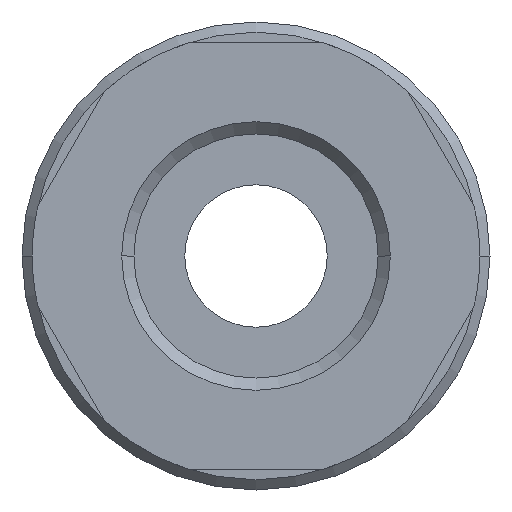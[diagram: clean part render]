
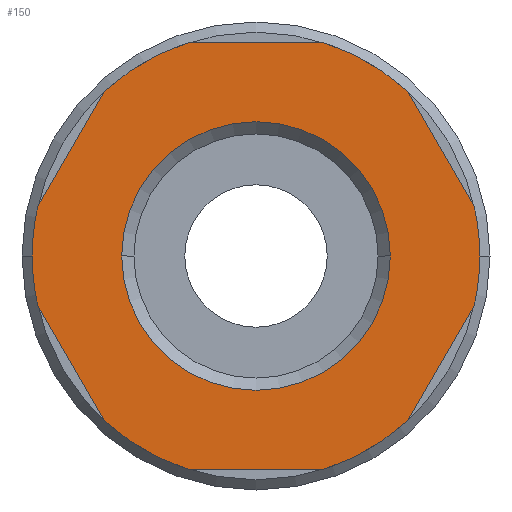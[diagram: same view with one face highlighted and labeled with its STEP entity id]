
A CAD part, front view. The second image highlights one B-rep face of the part: STEP entity #150.
In plain terms, the highlighted planar face has unit normal (0, -1, 0).
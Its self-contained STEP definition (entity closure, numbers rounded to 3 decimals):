
#150=ADVANCED_FACE('',(#348,#349),#350,.T.);
#348=FACE_BOUND('',#599,.T.);
#349=FACE_OUTER_BOUND('',#600,.T.);
#350=PLANE('',#601);
#599=EDGE_LOOP('',(#966,#967));
#600=EDGE_LOOP('',(#968,#969,#970,#971,#972,#973,#974,#975,#976,#977,#978,#979,#980,#981));
#601=AXIS2_PLACEMENT_3D('',#982,#983,#984);
#966=ORIENTED_EDGE('',*,*,#1530,.T.);
#967=ORIENTED_EDGE('',*,*,#1448,.T.);
#968=ORIENTED_EDGE('',*,*,#1483,.T.);
#969=ORIENTED_EDGE('',*,*,#1511,.F.);
#970=ORIENTED_EDGE('',*,*,#1488,.T.);
#971=ORIENTED_EDGE('',*,*,#1531,.F.);
#972=ORIENTED_EDGE('',*,*,#1532,.T.);
#973=ORIENTED_EDGE('',*,*,#1533,.F.);
#974=ORIENTED_EDGE('',*,*,#1534,.F.);
#975=ORIENTED_EDGE('',*,*,#1535,.T.);
#976=ORIENTED_EDGE('',*,*,#1536,.F.);
#977=ORIENTED_EDGE('',*,*,#1537,.T.);
#978=ORIENTED_EDGE('',*,*,#1495,.F.);
#979=ORIENTED_EDGE('',*,*,#1538,.T.);
#980=ORIENTED_EDGE('',*,*,#1498,.F.);
#981=ORIENTED_EDGE('',*,*,#1539,.F.);
#982=CARTESIAN_POINT('',(5.5,0.0,0.0));
#983=DIRECTION('',(-0.0,-1.0,-0.0));
#984=DIRECTION('',(-1.0,0.0,0.0));
#1448=EDGE_CURVE('',#1709,#1713,#1715,.T.);
#1483=EDGE_CURVE('',#1771,#1768,#1772,.T.);
#1488=EDGE_CURVE('',#1780,#1777,#1781,.T.);
#1495=EDGE_CURVE('',#1791,#1786,#1793,.T.);
#1498=EDGE_CURVE('',#1796,#1798,#1799,.T.);
#1511=EDGE_CURVE('',#1780,#1768,#1817,.T.);
#1530=EDGE_CURVE('',#1713,#1709,#1840,.T.);
#1531=EDGE_CURVE('',#1841,#1777,#1842,.T.);
#1532=EDGE_CURVE('',#1841,#1843,#1844,.T.);
#1533=EDGE_CURVE('',#1845,#1843,#1846,.T.);
#1534=EDGE_CURVE('',#1847,#1845,#1848,.T.);
#1535=EDGE_CURVE('',#1847,#1849,#1850,.T.);
#1536=EDGE_CURVE('',#1851,#1849,#1852,.T.);
#1537=EDGE_CURVE('',#1851,#1786,#1853,.T.);
#1538=EDGE_CURVE('',#1791,#1798,#1854,.T.);
#1539=EDGE_CURVE('',#1771,#1796,#1855,.T.);
#1709=VERTEX_POINT('',#2087);
#1713=VERTEX_POINT('',#2092);
#1715=CIRCLE('',#2095,6.6);
#1768=VERTEX_POINT('',#2246);
#1771=VERTEX_POINT('',#2250);
#1772=LINE('',#2251,#2252);
#1777=VERTEX_POINT('',#2259);
#1780=VERTEX_POINT('',#2263);
#1781=LINE('',#2264,#2265);
#1786=VERTEX_POINT('',#2272);
#1791=VERTEX_POINT('',#2278);
#1793=CIRCLE('',#2281,11.0);
#1796=VERTEX_POINT('',#2284);
#1798=VERTEX_POINT('',#2287);
#1799=CIRCLE('',#2288,11.0);
#1817=CIRCLE('',#2309,11.0);
#1840=CIRCLE('',#2402,6.6);
#1841=VERTEX_POINT('',#2403);
#1842=CIRCLE('',#2404,11.0);
#1843=VERTEX_POINT('',#2405);
#1844=LINE('',#2406,#2407);
#1845=VERTEX_POINT('',#2408);
#1846=CIRCLE('',#2409,11.0);
#1847=VERTEX_POINT('',#2410);
#1848=CIRCLE('',#2411,11.0);
#1849=VERTEX_POINT('',#2412);
#1850=LINE('',#2413,#2414);
#1851=VERTEX_POINT('',#2415);
#1852=CIRCLE('',#2416,11.0);
#1853=LINE('',#2417,#2418);
#1854=LINE('',#2419,#2420);
#1855=CIRCLE('',#2421,11.0);
#2087=CARTESIAN_POINT('',(6.6,0.0,0.));
#2092=CARTESIAN_POINT('',(-6.6,0.0,0.));
#2095=AXIS2_PLACEMENT_3D('',#2756,#2757,#2758);
#2246=CARTESIAN_POINT('',(-7.454,0.0,-8.089));
#2250=CARTESIAN_POINT('',(-10.733,0.0,-2.411));
#2251=CARTESIAN_POINT('',(-8.406,0.0,-6.441));
#2252=VECTOR('',#2791,1.0);
#2259=CARTESIAN_POINT('',(3.279,0.0,-10.5));
#2263=CARTESIAN_POINT('',(-3.279,0.0,-10.5));
#2264=CARTESIAN_POINT('',(2.75,0.0,-10.5));
#2265=VECTOR('',#2795,1.0);
#2272=CARTESIAN_POINT('',(-3.279,0.0,10.5));
#2278=CARTESIAN_POINT('',(-7.454,0.0,8.089));
#2281=AXIS2_PLACEMENT_3D('',#2803,#2804,#2805);
#2284=CARTESIAN_POINT('',(-11.0,0.0,0.));
#2287=CARTESIAN_POINT('',(-10.733,0.0,2.411));
#2288=AXIS2_PLACEMENT_3D('',#2807,#2808,#2809);
#2309=AXIS2_PLACEMENT_3D('',#2831,#2832,#2833);
#2402=AXIS2_PLACEMENT_3D('',#2841,#2842,#2843);
#2403=CARTESIAN_POINT('',(7.454,0.0,-8.089));
#2404=AXIS2_PLACEMENT_3D('',#2844,#2845,#2846);
#2405=CARTESIAN_POINT('',(10.733,0.0,-2.411));
#2406=CARTESIAN_POINT('',(9.781,0.0,-4.059));
#2407=VECTOR('',#2847,1.0);
#2408=CARTESIAN_POINT('',(11.0,0.0,0.));
#2409=AXIS2_PLACEMENT_3D('',#2848,#2849,#2850);
#2410=CARTESIAN_POINT('',(10.733,0.0,2.411));
#2411=AXIS2_PLACEMENT_3D('',#2851,#2852,#2853);
#2412=CARTESIAN_POINT('',(7.454,0.0,8.089));
#2413=CARTESIAN_POINT('',(9.781,0.0,4.059));
#2414=VECTOR('',#2854,1.0);
#2415=CARTESIAN_POINT('',(3.279,0.0,10.5));
#2416=AXIS2_PLACEMENT_3D('',#2855,#2856,#2857);
#2417=CARTESIAN_POINT('',(2.75,0.0,10.5));
#2418=VECTOR('',#2858,1.0);
#2419=CARTESIAN_POINT('',(-8.406,0.0,6.441));
#2420=VECTOR('',#2859,1.0);
#2421=AXIS2_PLACEMENT_3D('',#2860,#2861,#2862);
#2756=CARTESIAN_POINT('',(0.0,0.0,0.0));
#2757=DIRECTION('',(-0.0,1.0,0.0));
#2758=DIRECTION('',(1.0,0.0,0.0));
#2791=DIRECTION('',(0.5,0.0,-0.866));
#2795=DIRECTION('',(1.0,-0.0,0.0));
#2803=CARTESIAN_POINT('',(0.0,0.0,0.0));
#2804=DIRECTION('',(-0.0,1.0,0.0));
#2805=DIRECTION('',(1.0,0.0,0.0));
#2807=CARTESIAN_POINT('',(0.0,0.0,0.0));
#2808=DIRECTION('',(-0.0,1.0,0.0));
#2809=DIRECTION('',(1.0,0.0,0.0));
#2831=CARTESIAN_POINT('',(0.0,0.0,0.0));
#2832=DIRECTION('',(-0.0,1.0,0.0));
#2833=DIRECTION('',(1.0,0.0,0.0));
#2841=CARTESIAN_POINT('',(0.0,0.0,0.0));
#2842=DIRECTION('',(-0.0,1.0,0.0));
#2843=DIRECTION('',(1.0,0.0,0.0));
#2844=CARTESIAN_POINT('',(0.0,0.0,0.0));
#2845=DIRECTION('',(-0.0,1.0,0.0));
#2846=DIRECTION('',(1.0,0.0,0.0));
#2847=DIRECTION('',(0.5,-0.0,0.866));
#2848=CARTESIAN_POINT('',(0.0,0.0,0.0));
#2849=DIRECTION('',(-0.0,1.0,0.0));
#2850=DIRECTION('',(1.0,0.0,0.0));
#2851=CARTESIAN_POINT('',(0.0,0.0,0.0));
#2852=DIRECTION('',(-0.0,1.0,0.0));
#2853=DIRECTION('',(1.0,0.0,0.0));
#2854=DIRECTION('',(-0.5,0.0,0.866));
#2855=CARTESIAN_POINT('',(0.0,0.0,0.0));
#2856=DIRECTION('',(-0.0,1.0,0.0));
#2857=DIRECTION('',(1.0,0.0,0.0));
#2858=DIRECTION('',(-1.0,0.0,0.));
#2859=DIRECTION('',(-0.5,0.0,-0.866));
#2860=CARTESIAN_POINT('',(0.0,0.0,0.0));
#2861=DIRECTION('',(-0.0,1.0,0.0));
#2862=DIRECTION('',(1.0,0.0,0.0));
